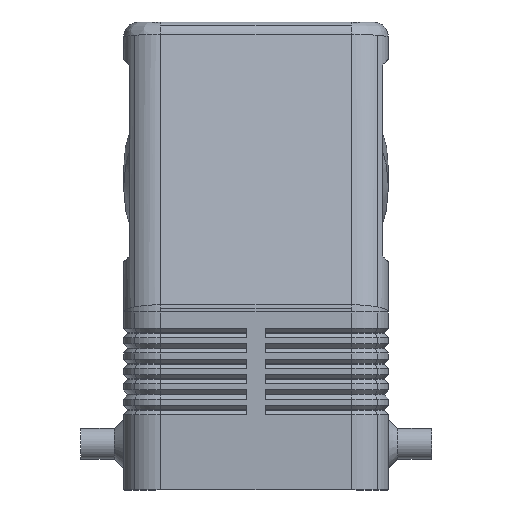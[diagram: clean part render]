
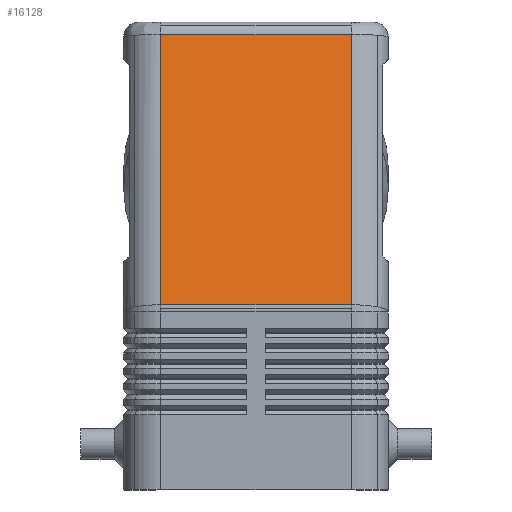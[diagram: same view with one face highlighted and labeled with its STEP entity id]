
A CAD part, left-side view. The second image highlights one B-rep face of the part: STEP entity #16128.
In plain terms, the highlighted planar face has unit normal (-0.981, 0, 0.195).
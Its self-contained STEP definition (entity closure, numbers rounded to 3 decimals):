
#495=CARTESIAN_POINT('',(-46.635,-15.5,30.08));
#496=VERTEX_POINT('',#495);
#504=CARTESIAN_POINT('',(-46.635,15.5,30.08));
#505=VERTEX_POINT('',#504);
#506=CARTESIAN_POINT('',(-46.635,-15.5,30.08));
#507=DIRECTION('',(0.0,1.0,0.0));
#508=VECTOR('',#507,31.);
#509=LINE('',#506,#508);
#510=EDGE_CURVE('',#496,#505,#509,.T.);
#15668=CARTESIAN_POINT('',(-37.9,-15.5,73.988));
#15669=VERTEX_POINT('',#15668);
#15677=CARTESIAN_POINT('',(-37.9,-15.5,73.988));
#15678=DIRECTION('',(-0.195,0.,-0.981));
#15679=VECTOR('',#15678,44.768);
#15680=LINE('',#15677,#15679);
#15681=EDGE_CURVE('',#15669,#496,#15680,.T.);
#16105=CARTESIAN_POINT('',(-37.5,0.0,76.0));
#16106=DIRECTION('',(-0.981,0.0,0.195));
#16107=DIRECTION('',(0.195,0.0,0.981));
#16108=AXIS2_PLACEMENT_3D('',#16105,#16106,#16107);
#16109=PLANE('',#16108);
#16110=ORIENTED_EDGE('',*,*,#15681,.F.);
#16111=CARTESIAN_POINT('',(-37.9,15.5,73.988));
#16112=VERTEX_POINT('',#16111);
#16113=CARTESIAN_POINT('',(-37.9,15.5,73.988));
#16114=DIRECTION('',(0.0,-1.0,0.0));
#16115=VECTOR('',#16114,31.0);
#16116=LINE('',#16113,#16115);
#16117=EDGE_CURVE('',#16112,#15669,#16116,.T.);
#16118=ORIENTED_EDGE('',*,*,#16117,.F.);
#16119=CARTESIAN_POINT('',(-46.635,15.5,30.08));
#16120=DIRECTION('',(0.195,0.,0.981));
#16121=VECTOR('',#16120,44.768);
#16122=LINE('',#16119,#16121);
#16123=EDGE_CURVE('',#505,#16112,#16122,.T.);
#16124=ORIENTED_EDGE('',*,*,#16123,.F.);
#16125=ORIENTED_EDGE('',*,*,#510,.F.);
#16126=EDGE_LOOP('',(#16110,#16118,#16124,#16125));
#16127=FACE_OUTER_BOUND('',#16126,.T.);
#16128=ADVANCED_FACE('',(#16127),#16109,.T.);
